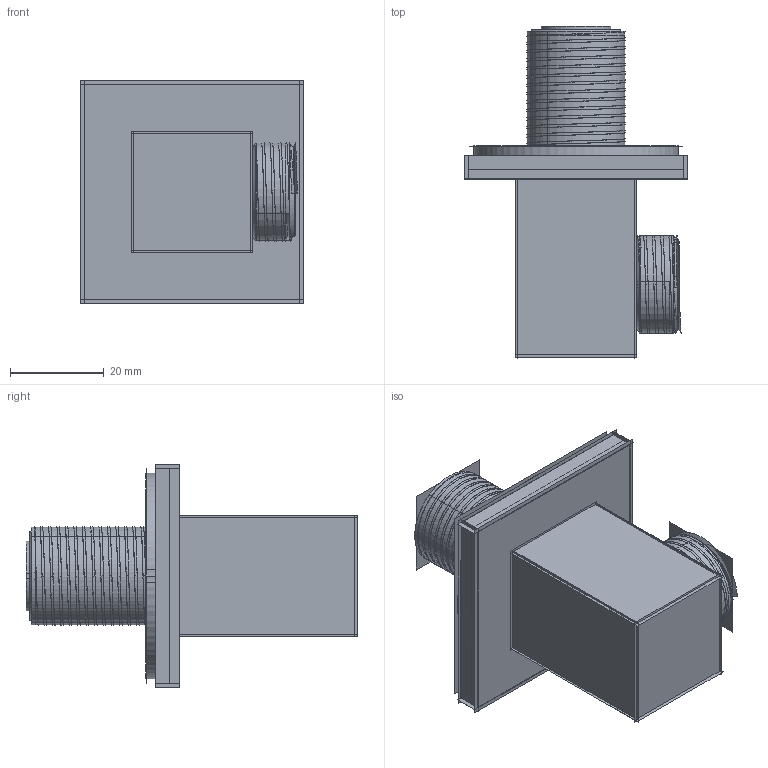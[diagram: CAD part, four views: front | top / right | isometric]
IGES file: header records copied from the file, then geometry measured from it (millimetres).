
Start section:  PTC IGES file: sl3222-07_asm.igs
Global section: file name: sl3222-07_asm.igs; native system: Pro/ENGINEER by Parametric Technology Corporation; preprocessor: 2010280; author: Administrator; organization: Unknown; date: 20191206.104143; units: millimetre
Bounding box: 47.84 x 70.97 x 47.84 mm (x, y, z)
Volume: 31688.3 mm3; surface area: 206606.7 mm2
Topology: 6 solids, 6 shells, 390 faces, 2040 edges, 2613 vertices
Faces by surface type: revolution 240, bspline 150
